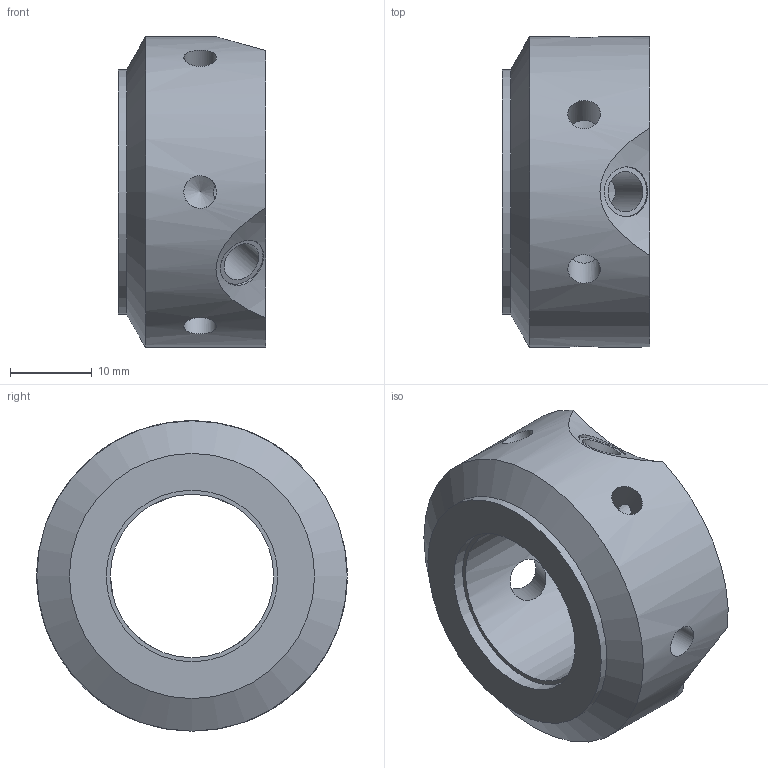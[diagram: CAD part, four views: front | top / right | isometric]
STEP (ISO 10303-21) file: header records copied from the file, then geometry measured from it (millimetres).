
FILE_DESCRIPTION((''),'2;1');
FILE_NAME('FKD FKNA20.stp','2014-02-27T08:52:12',('sugidesign'),(''),'Autodesk Inventor LT ','Autodesk Inventor LT ','');
FILE_SCHEMA(('CONFIG_CONTROL_DESIGN'));
Length unit declared in the file: millimetre
Products named in the file (1): FKD FKNA20
Bounding box: 18 x 38 x 38 mm (x, y, z)
Volume: 12101.6 mm3; surface area: 5689.5 mm2
Topology: 1 solids, 1 shells, 44 faces, 131 edges, 86 vertices
Faces by surface type: cylinder 25, cone 13, plane 6
Full cylindrical faces by diameter (mm): 4 x6, 4.3 x6, 4.917 x3, 6.1 x3, 20 x1, 21 x1, 30 x1, 38 x1
Entity records: 1772 total; most frequent: CARTESIAN_POINT 859, DIRECTION 164, ORIENTED_EDGE 140, EDGE_LOOP 97, AXIS2_PLACEMENT_3D 82, EDGE_CURVE 70, VERTEX_POINT 61, FACE_BOUND 53
